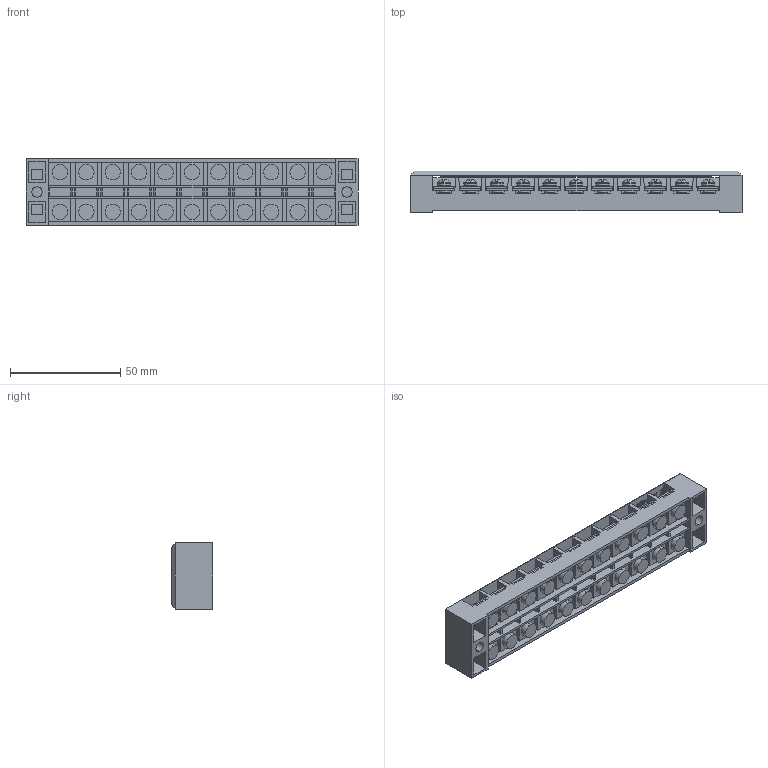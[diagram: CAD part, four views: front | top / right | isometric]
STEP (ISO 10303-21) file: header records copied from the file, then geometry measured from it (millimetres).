
FILE_DESCRIPTION (( 'STEP AP214' ), '1' );
FILE_NAME ('WEIDU TB25XX, 11.STEP', '2019-08-17T01:42:24', ( '' ), ( '' ), 'SwSTEP 2.0', 'SolidWorks 2018', '' );
FILE_SCHEMA (( 'AUTOMOTIVE_DESIGN' ));
Length unit declared in the file: millimetre
Products named in the file (6): PBHS, M4X8, WEIDU TB25XX_default; COVER, WEIDU TB25XX_11; TERMINAL PLATE, WEIDU TB25XX; CONDUCTING STRIP, WEIDU TB25XX; BLOCK, WEIDU TB25XX_11; WEIDU TB25XX, 11
Assembly tree (57 placements, depth 2):
  WEIDU TB25XX, 11
    BLOCK, WEIDU TB25XX_11
    CONDUCTING STRIP, WEIDU TB25XX  x11
    TERMINAL PLATE, WEIDU TB25XX  x22
    COVER, WEIDU TB25XX_11
    PBHS, M4X8, WEIDU TB25XX_default  x22
Bounding box: 150.8 x 19 x 30 mm (x, y, z)
Volume: 44801.3 mm3; surface area: 56779.9 mm2
Topology: 57 solids, 57 shells, 2301 faces, 5996 edges, 3890 vertices
Faces by surface type: plane 1300, cylinder 444, cone 188, bspline 187, torus 112, sphere 70
Entity records: 44782 total; most frequent: CARTESIAN_POINT 17387, ORIENTED_EDGE 5890, DIRECTION 4984, EDGE_CURVE 2945, LINE 2112, VECTOR 2112, VERTEX_POINT 1907, AXIS2_PLACEMENT_3D 1436
